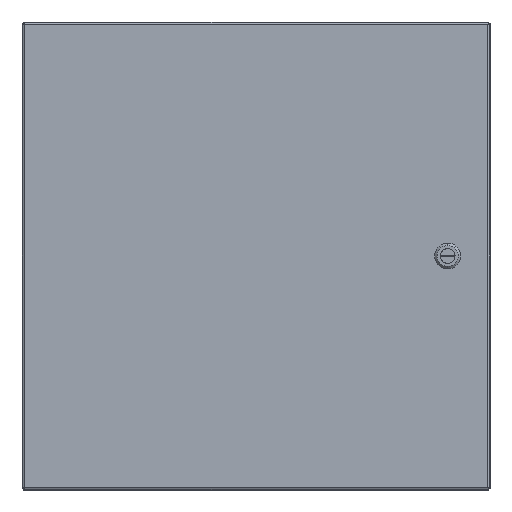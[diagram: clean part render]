
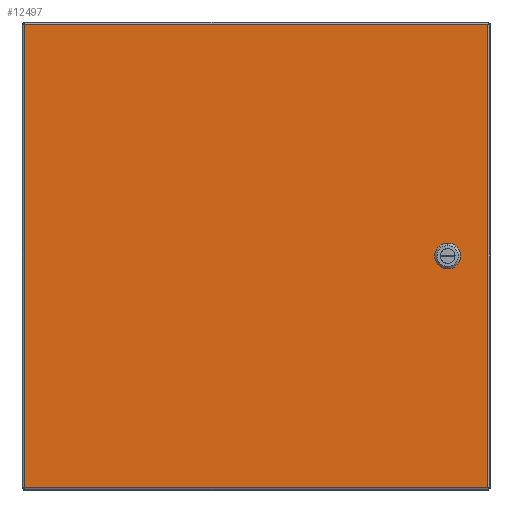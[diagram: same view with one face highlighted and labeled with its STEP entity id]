
A CAD part, front view. The second image highlights one B-rep face of the part: STEP entity #12497.
In plain terms, the highlighted planar face has unit normal (0, -1, 0).
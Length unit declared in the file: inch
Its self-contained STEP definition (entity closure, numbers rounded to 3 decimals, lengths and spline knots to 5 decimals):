
#405 = EDGE_CURVE ( 'NONE', #14525, #18164, #14579, .T. ) ;
#883 = VERTEX_POINT ( 'NONE', #15125 ) ;
#1055 = CARTESIAN_POINT ( 'NONE',  ( 8.422, -12.822, 0.3955 ) ) ;
#1095 = LINE ( 'NONE', #7489, #12866 ) ;
#1285 = CARTESIAN_POINT ( 'NONE',  ( -9.896, -12.822, -9.8985 ) ) ;
#1332 = ORIENTED_EDGE ( 'NONE', *, *, #7677, .T. ) ;
#1371 = CARTESIAN_POINT ( 'NONE',  ( -9.896, -12.822, -9.8985 ) ) ;
#1384 = VECTOR ( 'NONE', #15222, 39.37008 ) ;
#1730 = EDGE_CURVE ( 'NONE', #883, #5450, #1095, .T. ) ;
#1832 = VERTEX_POINT ( 'NONE', #15692 ) ;
#1926 = DIRECTION ( 'NONE',  ( -1., 0., 0. ) ) ;
#1969 = EDGE_CURVE ( 'NONE', #10245, #883, #14223, .T. ) ;
#2453 = EDGE_CURVE ( 'NONE', #18164, #2742, #13140, .T. ) ;
#2626 = CARTESIAN_POINT ( 'NONE',  ( 8.422, -12.822, 0.3955 ) ) ;
#2742 = VERTEX_POINT ( 'NONE', #13086 ) ;
#2954 = LINE ( 'NONE', #1055, #10349 ) ;
#3091 = CARTESIAN_POINT ( 'NONE',  ( 8.422, -12.822, 0.3955 ) ) ;
#3112 = VECTOR ( 'NONE', #18705, 39.37008 ) ;
#3229 = ORIENTED_EDGE ( 'NONE', *, *, #13314, .T. ) ;
#3433 = ORIENTED_EDGE ( 'NONE', *, *, #19183, .T. ) ;
#3434 = DIRECTION ( 'NONE',  ( 0., 0., 1. ) ) ;
#3812 = VERTEX_POINT ( 'NONE', #13643 ) ;
#3886 = ORIENTED_EDGE ( 'NONE', *, *, #14907, .T. ) ;
#4575 = ORIENTED_EDGE ( 'NONE', *, *, #2453, .T. ) ;
#4632 = CARTESIAN_POINT ( 'NONE',  ( 7.7955, -12.822, -0.231 ) ) ;
#5372 = CARTESIAN_POINT ( 'NONE',  ( -9.896, -12.822, -9.8985 ) ) ;
#5399 = EDGE_CURVE ( 'NONE', #5450, #6666, #5952, .T. ) ;
#5450 = VERTEX_POINT ( 'NONE', #17719 ) ;
#5456 = ORIENTED_EDGE ( 'NONE', *, *, #5399, .T. ) ;
#5660 = LINE ( 'NONE', #10182, #1384 ) ;
#5806 = LINE ( 'NONE', #14100, #10381 ) ;
#5952 = LINE ( 'NONE', #15411, #20328 ) ;
#5986 = FACE_BOUND ( 'NONE', #20589, .T. ) ;
#6130 = CARTESIAN_POINT ( 'NONE',  ( 7.96, -12.822, -0.3955 ) ) ;
#6631 = CARTESIAN_POINT ( 'NONE',  ( 7.7955, -12.822, 0.231 ) ) ;
#6666 = VERTEX_POINT ( 'NONE', #12800 ) ;
#7441 = FACE_OUTER_BOUND ( 'NONE', #16108, .T. ) ;
#7489 = CARTESIAN_POINT ( 'NONE',  ( 8.5865, -12.822, -0.231 ) ) ;
#7677 = EDGE_CURVE ( 'NONE', #17690, #14525, #19300, .T. ) ;
#8338 = ORIENTED_EDGE ( 'NONE', *, *, #19067, .T. ) ;
#8421 = CARTESIAN_POINT ( 'NONE',  ( -9.896, -12.822, 9.8985 ) ) ;
#8826 = LINE ( 'NONE', #16722, #12686 ) ;
#9262 = LINE ( 'NONE', #1285, #3112 ) ;
#9663 = VERTEX_POINT ( 'NONE', #6130 ) ;
#10182 = CARTESIAN_POINT ( 'NONE',  ( 7.7955, -12.822, 0.231 ) ) ;
#10245 = VERTEX_POINT ( 'NONE', #2626 ) ;
#10349 = VECTOR ( 'NONE', #15446, 39.37008 ) ;
#10381 = VECTOR ( 'NONE', #12408, 39.37008 ) ;
#10494 = VECTOR ( 'NONE', #3434, 39.37008 ) ;
#10919 = LINE ( 'NONE', #4632, #20450 ) ;
#11095 = CARTESIAN_POINT ( 'NONE',  ( -9.896, -12.822, -9.8985 ) ) ;
#11193 = VECTOR ( 'NONE', #1926, 39.37008 ) ;
#11646 = ORIENTED_EDGE ( 'NONE', *, *, #16528, .T. ) ;
#11773 = CARTESIAN_POINT ( 'NONE',  ( 9.901, -12.822, -9.8985 ) ) ;
#12408 = DIRECTION ( 'NONE',  ( 0.707, 0., 0.707 ) ) ;
#12497 = ADVANCED_FACE ( 'NONE', ( #7441, #5986 ), #16918, .T. ) ;
#12679 = VERTEX_POINT ( 'NONE', #6631 ) ;
#12686 = VECTOR ( 'NONE', #15140, 39.37008 ) ;
#12771 = ORIENTED_EDGE ( 'NONE', *, *, #13739, .T. ) ;
#12800 = CARTESIAN_POINT ( 'NONE',  ( 8.422, -12.822, -0.3955 ) ) ;
#12866 = VECTOR ( 'NONE', #13795, 39.37008 ) ;
#13086 = CARTESIAN_POINT ( 'NONE',  ( -9.896, -12.822, 9.8985 ) ) ;
#13140 = LINE ( 'NONE', #8421, #11193 ) ;
#13314 = EDGE_CURVE ( 'NONE', #12679, #3812, #5806, .T. ) ;
#13643 = CARTESIAN_POINT ( 'NONE',  ( 7.96, -12.822, 0.3955 ) ) ;
#13651 = DIRECTION ( 'NONE',  ( 0., 0., -1. ) ) ;
#13739 = EDGE_CURVE ( 'NONE', #9663, #1832, #10919, .T. ) ;
#13795 = DIRECTION ( 'NONE',  ( 0., 0., -1. ) ) ;
#14100 = CARTESIAN_POINT ( 'NONE',  ( 7.96, -12.822, 0.3955 ) ) ;
#14150 = DIRECTION ( 'NONE',  ( 1., 0., 0. ) ) ;
#14223 = LINE ( 'NONE', #3091, #18894 ) ;
#14525 = VERTEX_POINT ( 'NONE', #11773 ) ;
#14579 = LINE ( 'NONE', #19387, #10494 ) ;
#14907 = EDGE_CURVE ( 'NONE', #1832, #12679, #5660, .T. ) ;
#15125 = CARTESIAN_POINT ( 'NONE',  ( 8.5865, -12.822, 0.231 ) ) ;
#15140 = DIRECTION ( 'NONE',  ( -1., 0., 0. ) ) ;
#15222 = DIRECTION ( 'NONE',  ( 0., 0., 1. ) ) ;
#15269 = ORIENTED_EDGE ( 'NONE', *, *, #1730, .T. ) ;
#15327 = ORIENTED_EDGE ( 'NONE', *, *, #405, .T. ) ;
#15411 = CARTESIAN_POINT ( 'NONE',  ( 8.5865, -12.822, -0.231 ) ) ;
#15442 = DIRECTION ( 'NONE',  ( 0., -1., 0. ) ) ;
#15446 = DIRECTION ( 'NONE',  ( 1., 0., 0. ) ) ;
#15656 = DIRECTION ( 'NONE',  ( -0.707, 0., 0.707 ) ) ;
#15692 = CARTESIAN_POINT ( 'NONE',  ( 7.7955, -12.822, -0.231 ) ) ;
#16092 = AXIS2_PLACEMENT_3D ( 'NONE', #1371, #15442, #13651 ) ;
#16108 = EDGE_LOOP ( 'NONE', ( #15327, #4575, #11646, #1332 ) ) ;
#16367 = CARTESIAN_POINT ( 'NONE',  ( 9.901, -12.822, 9.8985 ) ) ;
#16528 = EDGE_CURVE ( 'NONE', #2742, #17690, #9262, .T. ) ;
#16722 = CARTESIAN_POINT ( 'NONE',  ( 7.96, -12.822, -0.3955 ) ) ;
#16918 = PLANE ( 'NONE',  #16092 ) ;
#17690 = VERTEX_POINT ( 'NONE', #5372 ) ;
#17719 = CARTESIAN_POINT ( 'NONE',  ( 8.5865, -12.822, -0.231 ) ) ;
#18164 = VERTEX_POINT ( 'NONE', #16367 ) ;
#18670 = ORIENTED_EDGE ( 'NONE', *, *, #1969, .T. ) ;
#18705 = DIRECTION ( 'NONE',  ( 0., 0., -1. ) ) ;
#18894 = VECTOR ( 'NONE', #20619, 39.37008 ) ;
#19067 = EDGE_CURVE ( 'NONE', #6666, #9663, #8826, .T. ) ;
#19183 = EDGE_CURVE ( 'NONE', #3812, #10245, #2954, .T. ) ;
#19292 = VECTOR ( 'NONE', #14150, 39.37008 ) ;
#19300 = LINE ( 'NONE', #11095, #19292 ) ;
#19387 = CARTESIAN_POINT ( 'NONE',  ( 9.901, -12.822, -9.8985 ) ) ;
#20222 = DIRECTION ( 'NONE',  ( -0.707, 0., -0.707 ) ) ;
#20328 = VECTOR ( 'NONE', #20222, 39.37008 ) ;
#20450 = VECTOR ( 'NONE', #15656, 39.37008 ) ;
#20589 = EDGE_LOOP ( 'NONE', ( #3886, #3229, #3433, #18670, #15269, #5456, #8338, #12771 ) ) ;
#20619 = DIRECTION ( 'NONE',  ( 0.707, 0., -0.707 ) ) ;
